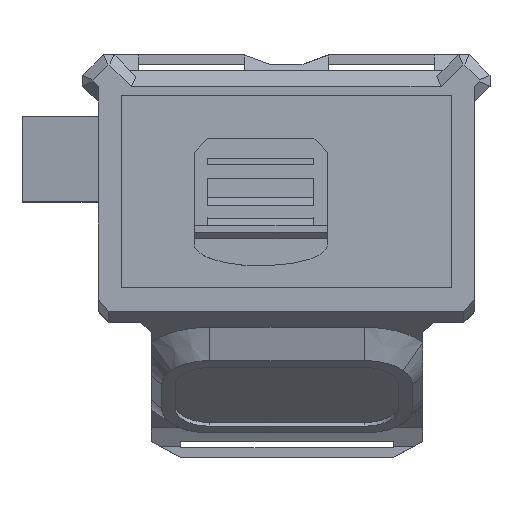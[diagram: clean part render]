
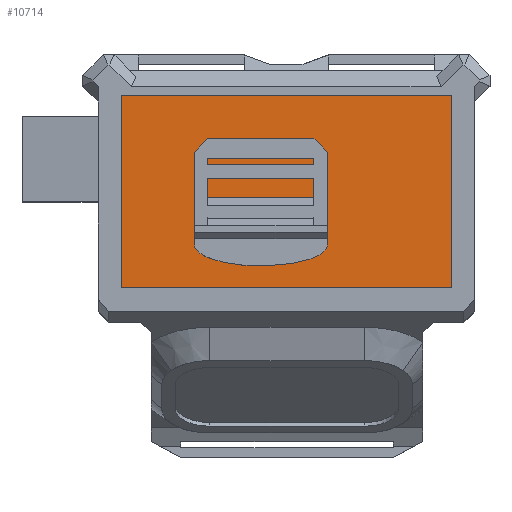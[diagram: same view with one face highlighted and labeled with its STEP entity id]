
A CAD part, top view. The second image highlights one B-rep face of the part: STEP entity #10714.
In plain terms, the highlighted face is planar.
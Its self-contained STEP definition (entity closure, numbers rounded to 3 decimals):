
#1098=FACE_OUTER_BOUND('',#1720,.T.);
#1720=EDGE_LOOP('',(#7214,#7215,#7216,#7217));
#2387=LINE('',#14704,#3415);
#2411=LINE('',#14784,#3439);
#2412=LINE('',#14786,#3440);
#2413=LINE('',#14787,#3441);
#3415=VECTOR('',#12174,10.);
#3439=VECTOR('',#12248,10.);
#3440=VECTOR('',#12251,10.);
#3441=VECTOR('',#12252,10.);
#4437=VERTEX_POINT('',#14701);
#4438=VERTEX_POINT('',#14703);
#4466=VERTEX_POINT('',#14775);
#4469=VERTEX_POINT('',#14782);
#5492=EDGE_CURVE('',#4438,#4437,#2387,.T.);
#5532=EDGE_CURVE('',#4466,#4469,#2411,.T.);
#5533=EDGE_CURVE('',#4437,#4466,#2412,.T.);
#5534=EDGE_CURVE('',#4469,#4438,#2413,.T.);
#7214=ORIENTED_EDGE('',*,*,#5533,.T.);
#7215=ORIENTED_EDGE('',*,*,#5532,.T.);
#7216=ORIENTED_EDGE('',*,*,#5534,.T.);
#7217=ORIENTED_EDGE('',*,*,#5492,.T.);
#10438=PLANE('',#11423);
#10714=ADVANCED_FACE('',(#1098),#10438,.T.);
#11423=AXIS2_PLACEMENT_3D('',#14785,#12249,#12250);
#12174=DIRECTION('',(0.,0.,1.));
#12248=DIRECTION('',(0.,0.,-1.));
#12249=DIRECTION('center_axis',(0.,1.,0.));
#12250=DIRECTION('ref_axis',(0.,0.,1.));
#12251=DIRECTION('',(1.,0.,0.));
#12252=DIRECTION('',(-1.,0.,0.));
#14701=CARTESIAN_POINT('',(-82.5,8.75,50.));
#14703=CARTESIAN_POINT('',(-82.5,8.75,-50.));
#14704=CARTESIAN_POINT('',(-82.5,8.75,-56.5));
#14775=CARTESIAN_POINT('',(82.5,8.75,50.));
#14782=CARTESIAN_POINT('',(82.5,8.75,-50.));
#14784=CARTESIAN_POINT('',(82.5,8.75,56.5));
#14785=CARTESIAN_POINT('Origin',(0.,8.75,0.));
#14786=CARTESIAN_POINT('',(38.25,8.75,50.));
#14787=CARTESIAN_POINT('',(-38.25,8.75,-50.));
